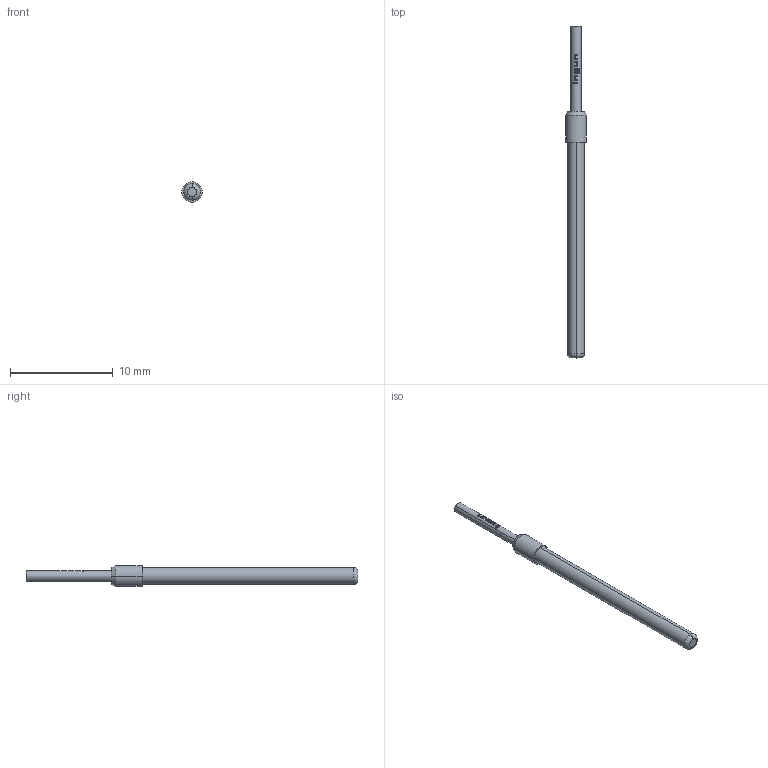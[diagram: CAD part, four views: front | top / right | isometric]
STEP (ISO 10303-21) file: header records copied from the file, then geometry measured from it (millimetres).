
FILE_DESCRIPTION (( 'STEP AP203' ), '1' );
FILE_NAME ('INGUN_HSS-118_302_100_A_xx03.STEP', '2022-02-01T11:48:02', ( 'ochi' ), ( '' ), 'SwSTEP 2.0', 'SolidWorks 2018', '' );
FILE_SCHEMA (( 'CONFIG_CONTROL_DESIGN' ));
Length unit declared in the file: millimetre
Products named in the file (1): INGUN_HSS-118_302_100_A_xx03
Bounding box: 2 x 32.3 x 2 mm (x, y, z)
Volume: 60.5 mm3; surface area: 158.2 mm2
Topology: 1 solids, 1 shells, 82 faces, 212 edges, 140 vertices
Faces by surface type: plane 44, bspline 22, cylinder 12, cone 2, torus 2
Entity records: 3515 total; most frequent: CARTESIAN_POINT 1849, ORIENTED_EDGE 424, EDGE_CURVE 212, B_SPLINE_CURVE_WITH_KNOTS 186, DIRECTION 166, VERTEX_POINT 140, EDGE_LOOP 90, FACE_OUTER_BOUND 82
